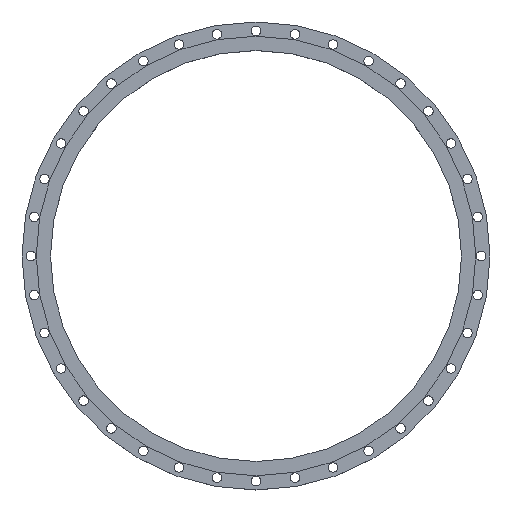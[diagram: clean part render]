
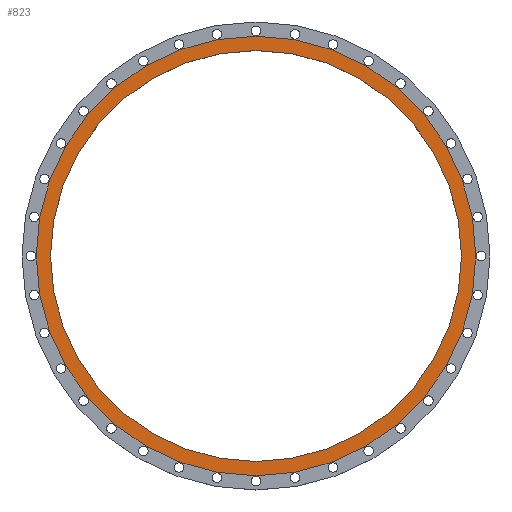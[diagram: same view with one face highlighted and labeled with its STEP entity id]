
A CAD part, top view. The second image highlights one B-rep face of the part: STEP entity #823.
In plain terms, the highlighted planar face has unit normal (0, 0, 1).
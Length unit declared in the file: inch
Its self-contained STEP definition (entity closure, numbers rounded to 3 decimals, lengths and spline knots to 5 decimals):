
#12 = CARTESIAN_POINT ( 'NONE',  ( 23.125, 0., 0. ) ) ;
#72 = DIRECTION ( 'NONE',  ( 1., 0., 0. ) ) ;
#188 = CARTESIAN_POINT ( 'NONE',  ( 21.625, 0., 0. ) ) ;
#235 = ORIENTED_EDGE ( 'NONE', *, *, #2475, .F. ) ;
#288 = VERTEX_POINT ( 'NONE', #1076 ) ;
#293 = CARTESIAN_POINT ( 'NONE',  ( 0., 0., 0. ) ) ;
#359 = EDGE_CURVE ( 'NONE', #288, #935, #1570, .T. ) ;
#530 = ORIENTED_EDGE ( 'NONE', *, *, #1174, .T. ) ;
#658 = ORIENTED_EDGE ( 'NONE', *, *, #1403, .F. ) ;
#785 = DIRECTION ( 'NONE',  ( 0., 0., 1. ) ) ;
#823 = ADVANCED_FACE ( 'NONE', ( #2097, #1409 ), #2366, .F. ) ;
#829 = DIRECTION ( 'NONE',  ( 0., 0., 1. ) ) ;
#935 = VERTEX_POINT ( 'NONE', #12 ) ;
#1076 = CARTESIAN_POINT ( 'NONE',  ( -23.125, 0., 0. ) ) ;
#1082 = CARTESIAN_POINT ( 'NONE',  ( 0., 0., 0. ) ) ;
#1109 = CIRCLE ( 'NONE', #1166, 23.125 ) ;
#1166 = AXIS2_PLACEMENT_3D ( 'NONE', #2507, #829, #1294 ) ;
#1174 = EDGE_CURVE ( 'NONE', #935, #288, #1109, .T. ) ;
#1294 = DIRECTION ( 'NONE',  ( 1., 0., 0. ) ) ;
#1296 = VERTEX_POINT ( 'NONE', #2324 ) ;
#1403 = EDGE_CURVE ( 'NONE', #1296, #2827, #1976, .T. ) ;
#1409 = FACE_OUTER_BOUND ( 'NONE', #2382, .T. ) ;
#1529 = CARTESIAN_POINT ( 'NONE',  ( 0., 0., 0. ) ) ;
#1570 = CIRCLE ( 'NONE', #2081, 23.125 ) ;
#1616 = DIRECTION ( 'NONE',  ( 0., 0., -1. ) ) ;
#1673 = AXIS2_PLACEMENT_3D ( 'NONE', #1529, #1690, #2655 ) ;
#1690 = DIRECTION ( 'NONE',  ( 0., 0., 1. ) ) ;
#1835 = CIRCLE ( 'NONE', #2395, 21.625 ) ;
#1976 = CIRCLE ( 'NONE', #1673, 21.625 ) ;
#1986 = EDGE_LOOP ( 'NONE', ( #235, #658 ) ) ;
#2028 = DIRECTION ( 'NONE',  ( 1., 0., 0. ) ) ;
#2081 = AXIS2_PLACEMENT_3D ( 'NONE', #293, #3004, #72 ) ;
#2087 = AXIS2_PLACEMENT_3D ( 'NONE', #3095, #1616, #2112 ) ;
#2097 = FACE_BOUND ( 'NONE', #1986, .T. ) ;
#2112 = DIRECTION ( 'NONE',  ( -1., 0., 0. ) ) ;
#2162 = ORIENTED_EDGE ( 'NONE', *, *, #359, .T. ) ;
#2324 = CARTESIAN_POINT ( 'NONE',  ( -21.625, 0., 0. ) ) ;
#2366 = PLANE ( 'NONE',  #2087 ) ;
#2382 = EDGE_LOOP ( 'NONE', ( #530, #2162 ) ) ;
#2395 = AXIS2_PLACEMENT_3D ( 'NONE', #1082, #785, #2028 ) ;
#2475 = EDGE_CURVE ( 'NONE', #2827, #1296, #1835, .T. ) ;
#2507 = CARTESIAN_POINT ( 'NONE',  ( 0., 0., 0. ) ) ;
#2655 = DIRECTION ( 'NONE',  ( 1., 0., 0. ) ) ;
#2827 = VERTEX_POINT ( 'NONE', #188 ) ;
#3004 = DIRECTION ( 'NONE',  ( 0., 0., 1. ) ) ;
#3095 = CARTESIAN_POINT ( 'NONE',  ( 0., 21.625, 0. ) ) ;
